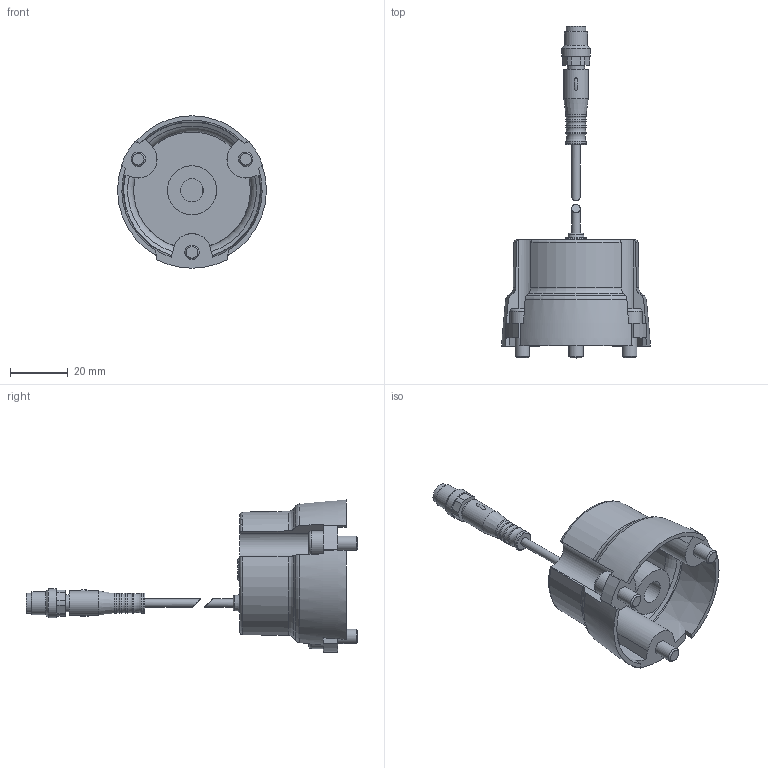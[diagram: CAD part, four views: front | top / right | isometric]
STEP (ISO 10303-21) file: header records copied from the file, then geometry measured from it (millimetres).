
FILE_DESCRIPTION(/* description */ ('STEP AP214'),/* implementation_level */ '2;1');
FILE_NAME(/* name */ '2393547_SRBS-Q12-16-E270-EP-1-S-M8',/* time_stamp */ '2024-09-15T14:34:51+02:00',/* author */ ('License CC BY-ND 4.0'),/* organization */ ('CADENAS'),/* preprocessor_version */ 'ST-DEVELOPER v19.3',/* originating_system */ 'PARTsolutions',/* authorisation */ ' ');
FILE_SCHEMA (('AUTOMOTIVE_DESIGN {1 0 10303 214 3 1 1}'));
Length unit declared in the file: millimetre
Products named in the file (4): 2393547 SRBS-Q12-16-E270-EP-1-S-M8; 2790687 SRBS-Q12-16; 2536527 SRBS-Q12-16; 3400128 SRBS-Q12-16-M8
Assembly tree (3 placements, depth 2):
  2393547 SRBS-Q12-16-E270-EP-1-S-M8
    2790687 SRBS-Q12-16
    2536527 SRBS-Q12-16
    3400128 SRBS-Q12-16-M8
Bounding box: 51.59 x 115 x 52.8 mm (x, y, z)
Volume: 25129.6 mm3; surface area: 18310.5 mm2
Topology: 3 solids, 3 shells, 203 faces, 489 edges, 315 vertices
Faces by surface type: plane 98, torus 44, cylinder 42, cone 15, sphere 4
Full cylindrical faces by diameter (mm): 1 x4, 2 x2, 2.9 x2, 5 x3, 5.775 x1, 5.9 x1, 6.9 x1, 7 x5, 8 x2, 8.5 x4, 10 x1, 17 x1
Entity records: 7035 total; most frequent: CARTESIAN_POINT 1288, DIRECTION 896, ORIENTED_EDGE 834, EDGE_CURVE 417, AXIS2_PLACEMENT_3D 373, VERTEX_POINT 298, EDGE_LOOP 281, FACE_BOUND 281
